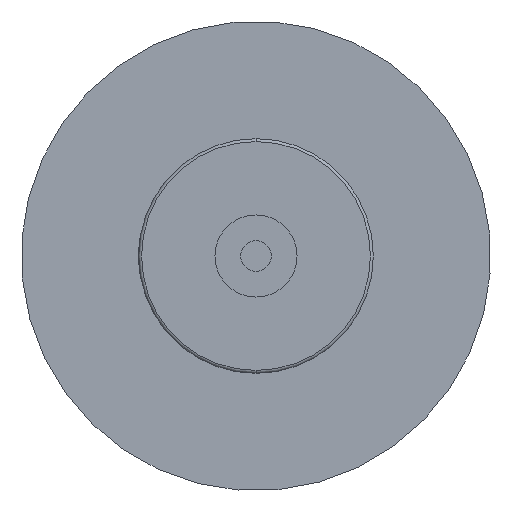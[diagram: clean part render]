
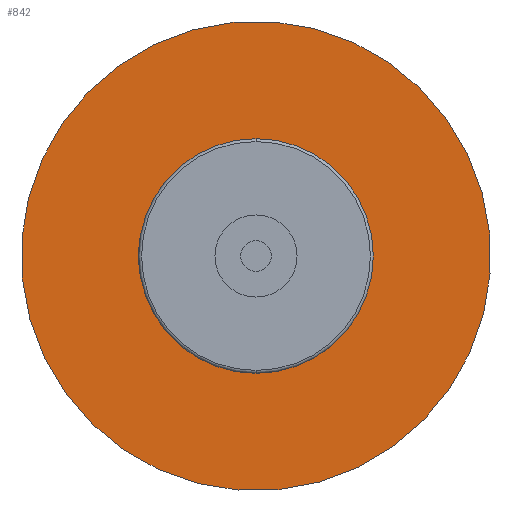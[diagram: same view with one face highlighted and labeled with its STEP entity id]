
A CAD part, front view. The second image highlights one B-rep face of the part: STEP entity #842.
In plain terms, the highlighted planar face has unit normal (0, -1, 0).
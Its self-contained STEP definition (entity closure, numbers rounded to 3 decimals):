
#6 = DIRECTION ( 'NONE',  ( 0., 0., 1. ) ) ;
#134 = AXIS2_PLACEMENT_3D ( 'NONE', #361, #959, #446 ) ;
#155 = VERTEX_POINT ( 'NONE', #860 ) ;
#175 = EDGE_LOOP ( 'NONE', ( #402, #541 ) ) ;
#207 = EDGE_CURVE ( 'NONE', #341, #155, #794, .T. ) ;
#239 = VERTEX_POINT ( 'NONE', #977 ) ;
#264 = CARTESIAN_POINT ( 'NONE',  ( 0., -80., 0. ) ) ;
#341 = VERTEX_POINT ( 'NONE', #487 ) ;
#355 = DIRECTION ( 'NONE',  ( 0., 0., 1. ) ) ;
#361 = CARTESIAN_POINT ( 'NONE',  ( 0., -80., 0. ) ) ;
#364 = DIRECTION ( 'NONE',  ( 0., 1., 0. ) ) ;
#370 = CARTESIAN_POINT ( 'NONE',  ( 0., -80., 0. ) ) ;
#377 = EDGE_LOOP ( 'NONE', ( #877, #812 ) ) ;
#402 = ORIENTED_EDGE ( 'NONE', *, *, #712, .F. ) ;
#446 = DIRECTION ( 'NONE',  ( 0., 0., 1. ) ) ;
#457 = DIRECTION ( 'NONE',  ( 0., 0., 1. ) ) ;
#487 = CARTESIAN_POINT ( 'NONE',  ( 0., -80., 80. ) ) ;
#508 = AXIS2_PLACEMENT_3D ( 'NONE', #971, #875, #6 ) ;
#529 = EDGE_CURVE ( 'NONE', #239, #853, #910, .T. ) ;
#541 = ORIENTED_EDGE ( 'NONE', *, *, #207, .F. ) ;
#622 = CARTESIAN_POINT ( 'NONE',  ( 0., -80., 37. ) ) ;
#657 = FACE_OUTER_BOUND ( 'NONE', #175, .T. ) ;
#712 = EDGE_CURVE ( 'NONE', #155, #341, #957, .T. ) ;
#721 = FACE_BOUND ( 'NONE', #377, .T. ) ;
#751 = AXIS2_PLACEMENT_3D ( 'NONE', #870, #364, #966 ) ;
#769 = AXIS2_PLACEMENT_3D ( 'NONE', #264, #862, #355 ) ;
#794 = CIRCLE ( 'NONE', #924, 80. ) ;
#812 = ORIENTED_EDGE ( 'NONE', *, *, #529, .T. ) ;
#842 = ADVANCED_FACE ( 'NONE', ( #657, #721 ), #1058, .F. ) ;
#849 = CIRCLE ( 'NONE', #751, 37. ) ;
#853 = VERTEX_POINT ( 'NONE', #622 ) ;
#860 = CARTESIAN_POINT ( 'NONE',  ( 0., -80., -80. ) ) ;
#862 = DIRECTION ( 'NONE',  ( 0., 1., 0. ) ) ;
#870 = CARTESIAN_POINT ( 'NONE',  ( 0., -80., 0. ) ) ;
#875 = DIRECTION ( 'NONE',  ( 0., 1., 0. ) ) ;
#877 = ORIENTED_EDGE ( 'NONE', *, *, #915, .T. ) ;
#910 = CIRCLE ( 'NONE', #134, 37. ) ;
#915 = EDGE_CURVE ( 'NONE', #853, #239, #849, .T. ) ;
#924 = AXIS2_PLACEMENT_3D ( 'NONE', #370, #973, #457 ) ;
#957 = CIRCLE ( 'NONE', #769, 80. ) ;
#959 = DIRECTION ( 'NONE',  ( 0., 1., 0. ) ) ;
#966 = DIRECTION ( 'NONE',  ( 0., 0., 1. ) ) ;
#971 = CARTESIAN_POINT ( 'NONE',  ( 80., -80., 0. ) ) ;
#973 = DIRECTION ( 'NONE',  ( 0., 1., 0. ) ) ;
#977 = CARTESIAN_POINT ( 'NONE',  ( 0., -80., -37. ) ) ;
#1058 = PLANE ( 'NONE',  #508 ) ;
